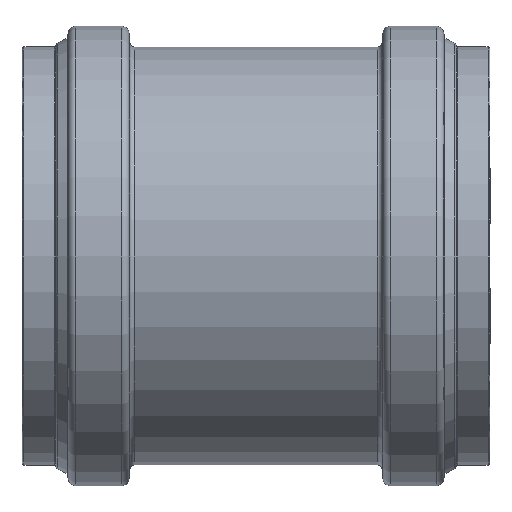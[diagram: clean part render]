
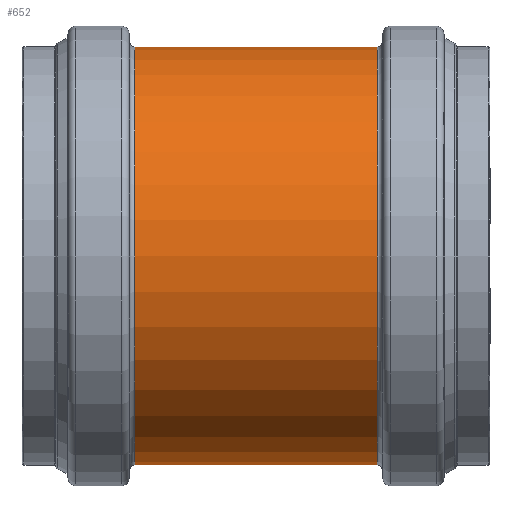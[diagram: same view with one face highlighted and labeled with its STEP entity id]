
A CAD part, left-side view. The second image highlights one B-rep face of the part: STEP entity #652.
In plain terms, the highlighted cylindrical face has radius 106.65 mm (diameter 213.3 mm), a full revolution.
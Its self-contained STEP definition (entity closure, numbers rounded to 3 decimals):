
#68=CYLINDRICAL_SURFACE('',#770,106.65);
#126=FACE_BOUND('',#300,.T.);
#184=FACE_OUTER_BOUND('',#299,.T.);
#299=EDGE_LOOP('',(#589));
#300=EDGE_LOOP('',(#590));
#329=CIRCLE('',#711,106.65);
#358=CIRCLE('',#769,106.65);
#387=VERTEX_POINT('',#1090);
#416=VERTEX_POINT('',#1177);
#445=EDGE_CURVE('',#387,#387,#329,.T.);
#474=EDGE_CURVE('',#416,#416,#358,.T.);
#589=ORIENTED_EDGE('',*,*,#445,.F.);
#590=ORIENTED_EDGE('',*,*,#474,.T.);
#652=ADVANCED_FACE('',(#184,#126),#68,.T.);
#711=AXIS2_PLACEMENT_3D('',#1091,#885,#886);
#769=AXIS2_PLACEMENT_3D('',#1178,#1001,#1002);
#770=AXIS2_PLACEMENT_3D('',#1179,#1003,#1004);
#885=DIRECTION('center_axis',(0.,-1.,0.));
#886=DIRECTION('ref_axis',(1.,0.,0.));
#1001=DIRECTION('center_axis',(0.,-1.,0.));
#1002=DIRECTION('ref_axis',(1.,0.,0.));
#1003=DIRECTION('center_axis',(0.,-1.,0.));
#1004=DIRECTION('ref_axis',(1.,0.,0.));
#1090=CARTESIAN_POINT('',(5.9,-61.862,0.));
#1091=CARTESIAN_POINT('Origin',(-100.75,-61.862,0.));
#1177=CARTESIAN_POINT('',(5.9,61.862,0.));
#1178=CARTESIAN_POINT('Origin',(-100.75,61.862,0.));
#1179=CARTESIAN_POINT('Origin',(-100.75,32.181,0.));
